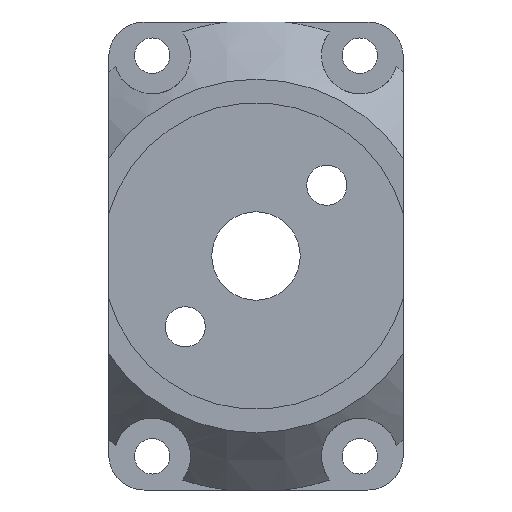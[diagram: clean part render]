
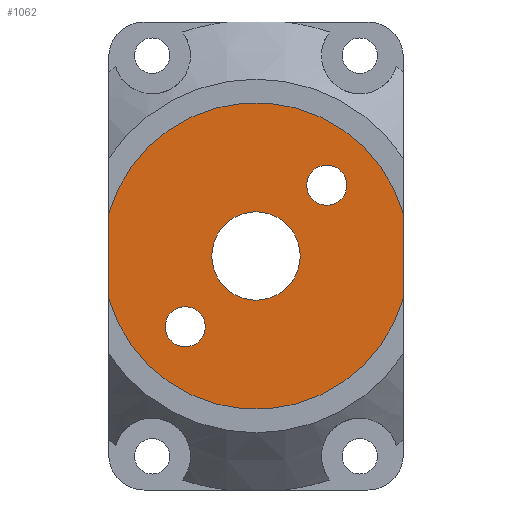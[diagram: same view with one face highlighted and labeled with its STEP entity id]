
A CAD part, front view. The second image highlights one B-rep face of the part: STEP entity #1062.
In plain terms, the highlighted planar face has unit normal (0, -1, 0).
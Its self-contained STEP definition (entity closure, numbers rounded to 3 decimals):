
#31=FACE_BOUND('',#180,.T.);
#32=FACE_BOUND('',#181,.T.);
#33=FACE_BOUND('',#182,.T.);
#71=PLANE('',#1177);
#118=FACE_OUTER_BOUND('',#179,.T.);
#179=EDGE_LOOP('',(#887,#888,#889,#890));
#180=EDGE_LOOP('',(#891));
#181=EDGE_LOOP('',(#892));
#182=EDGE_LOOP('',(#893));
#275=LINE('',#1879,#362);
#276=LINE('',#1882,#363);
#362=VECTOR('',#1451,10.);
#363=VECTOR('',#1454,10.);
#421=CIRCLE('',#1174,13.);
#423=CIRCLE('',#1178,13.);
#424=CIRCLE('',#1179,1.7);
#425=CIRCLE('',#1180,1.7);
#426=CIRCLE('',#1181,3.75);
#518=VERTEX_POINT('',#1866);
#519=VERTEX_POINT('',#1867);
#522=VERTEX_POINT('',#1878);
#523=VERTEX_POINT('',#1880);
#524=VERTEX_POINT('',#1883);
#525=VERTEX_POINT('',#1885);
#526=VERTEX_POINT('',#1887);
#655=EDGE_CURVE('',#518,#519,#421,.T.);
#661=EDGE_CURVE('',#522,#519,#275,.T.);
#662=EDGE_CURVE('',#522,#523,#423,.T.);
#663=EDGE_CURVE('',#518,#523,#276,.T.);
#664=EDGE_CURVE('',#524,#524,#424,.T.);
#665=EDGE_CURVE('',#525,#525,#425,.T.);
#666=EDGE_CURVE('',#526,#526,#426,.T.);
#887=ORIENTED_EDGE('',*,*,#655,.T.);
#888=ORIENTED_EDGE('',*,*,#661,.F.);
#889=ORIENTED_EDGE('',*,*,#662,.T.);
#890=ORIENTED_EDGE('',*,*,#663,.F.);
#891=ORIENTED_EDGE('',*,*,#664,.T.);
#892=ORIENTED_EDGE('',*,*,#665,.T.);
#893=ORIENTED_EDGE('',*,*,#666,.F.);
#1062=ADVANCED_FACE('',(#118,#31,#32,#33),#71,.F.);
#1174=AXIS2_PLACEMENT_3D('',#1868,#1439,#1440);
#1177=AXIS2_PLACEMENT_3D('',#1877,#1449,#1450);
#1178=AXIS2_PLACEMENT_3D('',#1881,#1452,#1453);
#1179=AXIS2_PLACEMENT_3D('',#1884,#1455,#1456);
#1180=AXIS2_PLACEMENT_3D('',#1886,#1457,#1458);
#1181=AXIS2_PLACEMENT_3D('',#1888,#1459,#1460);
#1439=DIRECTION('center_axis',(0.,-1.,0.));
#1440=DIRECTION('ref_axis',(1.,0.,0.));
#1449=DIRECTION('center_axis',(0.,1.,0.));
#1450=DIRECTION('ref_axis',(1.,0.,0.));
#1451=DIRECTION('',(0.,0.,1.));
#1452=DIRECTION('center_axis',(0.,-1.,0.));
#1453=DIRECTION('ref_axis',(1.,0.,0.));
#1454=DIRECTION('',(0.,0.,-1.));
#1455=DIRECTION('center_axis',(0.,1.,0.));
#1456=DIRECTION('ref_axis',(0.,0.,1.));
#1457=DIRECTION('center_axis',(0.,1.,0.));
#1458=DIRECTION('ref_axis',(0.,0.,1.));
#1459=DIRECTION('center_axis',(0.,-1.,0.));
#1460=DIRECTION('ref_axis',(1.,0.,0.));
#1866=CARTESIAN_POINT('',(12.5,1.8,3.571));
#1867=CARTESIAN_POINT('',(-12.5,1.8,3.571));
#1868=CARTESIAN_POINT('Origin',(0.,1.8,
0.));
#1877=CARTESIAN_POINT('Origin',(0.,1.8,0.));
#1878=CARTESIAN_POINT('',(-12.5,1.8,-3.571));
#1879=CARTESIAN_POINT('',(-12.5,1.8,-19.85));
#1880=CARTESIAN_POINT('',(12.5,1.8,-3.571));
#1881=CARTESIAN_POINT('Origin',(0.,1.8,
0.));
#1882=CARTESIAN_POINT('',(12.5,1.8,19.85));
#1883=CARTESIAN_POINT('',(-6.009,1.8,-7.709));
#1884=CARTESIAN_POINT('Origin',(-6.009,1.8,-6.009));
#1885=CARTESIAN_POINT('',(6.009,1.8,4.309));
#1886=CARTESIAN_POINT('Origin',(6.009,1.8,6.009));
#1887=CARTESIAN_POINT('',(-3.75,1.8,0.));
#1888=CARTESIAN_POINT('Origin',(0.,1.8,0.));
